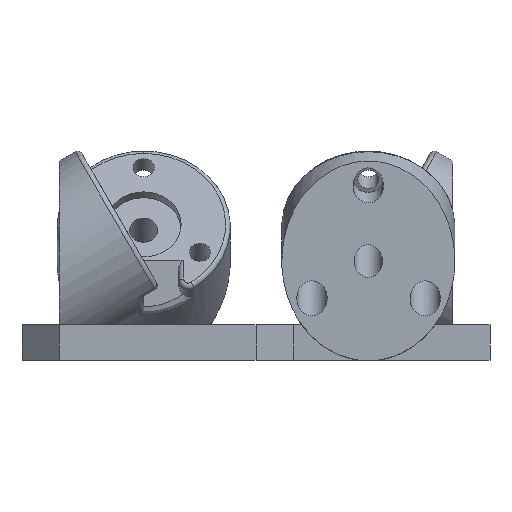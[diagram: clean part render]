
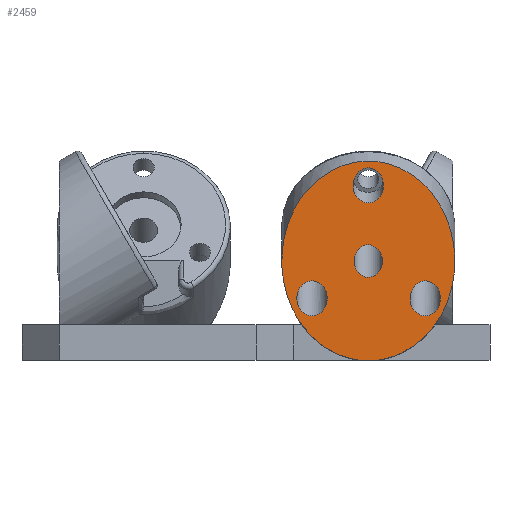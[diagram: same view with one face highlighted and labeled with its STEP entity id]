
A CAD part, front view. The second image highlights one B-rep face of the part: STEP entity #2459.
In plain terms, the highlighted planar face has unit normal (0, -1, 0).
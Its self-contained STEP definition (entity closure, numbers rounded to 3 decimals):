
#956 = VERTEX_POINT('',#957);
#957 = CARTESIAN_POINT('',(24.,-42.088,42.517));
#962 = EDGE_CURVE('',#956,#956,#963,.T.);
#963 = ELLIPSE('',#964,21.362,18.5);
#964 = AXIS2_PLACEMENT_3D('',#965,#966,#967);
#965 = CARTESIAN_POINT('',(24.,-42.088,21.155));
#966 = DIRECTION('',(0.,-1.,0.));
#967 = DIRECTION('',(0.,0.,1.));
#2459 = ADVANCED_FACE('',(#2460,#2463,#2474,#2485,#2496),#2507,.T.);
#2460 = FACE_BOUND('',#2461,.T.);
#2461 = EDGE_LOOP('',(#2462));
#2462 = ORIENTED_EDGE('',*,*,#962,.T.);
#2463 = FACE_BOUND('',#2464,.T.);
#2464 = EDGE_LOOP('',(#2465));
#2465 = ORIENTED_EDGE('',*,*,#2466,.F.);
#2466 = EDGE_CURVE('',#2467,#2467,#2469,.T.);
#2467 = VERTEX_POINT('',#2468);
#2468 = CARTESIAN_POINT('',(15.223,-42.088,
    13.169));
#2469 = ELLIPSE('',#2470,3.753,3.25);
#2470 = AXIS2_PLACEMENT_3D('',#2471,#2472,#2473);
#2471 = CARTESIAN_POINT('',(11.973,-42.088,
    13.169));
#2472 = DIRECTION('',(0.,-1.,0.));
#2473 = DIRECTION('',(0.,0.,1.));
#2474 = FACE_BOUND('',#2475,.T.);
#2475 = EDGE_LOOP('',(#2476));
#2476 = ORIENTED_EDGE('',*,*,#2477,.T.);
#2477 = EDGE_CURVE('',#2478,#2478,#2480,.T.);
#2478 = VERTEX_POINT('',#2479);
#2479 = CARTESIAN_POINT('',(27.,-42.088,21.155));
#2480 = ELLIPSE('',#2481,3.464,3.);
#2481 = AXIS2_PLACEMENT_3D('',#2482,#2483,#2484);
#2482 = CARTESIAN_POINT('',(24.,-42.088,21.155));
#2483 = DIRECTION('',(0.,1.,0.));
#2484 = DIRECTION('',(0.,0.,1.));
#2485 = FACE_BOUND('',#2486,.T.);
#2486 = EDGE_LOOP('',(#2487));
#2487 = ORIENTED_EDGE('',*,*,#2488,.F.);
#2488 = EDGE_CURVE('',#2489,#2489,#2491,.T.);
#2489 = VERTEX_POINT('',#2490);
#2490 = CARTESIAN_POINT('',(39.423,-42.088,
    13.169));
#2491 = ELLIPSE('',#2492,3.753,3.25);
#2492 = AXIS2_PLACEMENT_3D('',#2493,#2494,#2495);
#2493 = CARTESIAN_POINT('',(36.173,-42.088,
    13.169));
#2494 = DIRECTION('',(0.,-1.,0.));
#2495 = DIRECTION('',(0.,0.,1.));
#2496 = FACE_BOUND('',#2497,.T.);
#2497 = EDGE_LOOP('',(#2498));
#2498 = ORIENTED_EDGE('',*,*,#2499,.F.);
#2499 = EDGE_CURVE('',#2500,#2500,#2502,.T.);
#2500 = VERTEX_POINT('',#2501);
#2501 = CARTESIAN_POINT('',(27.25,-42.088,37.321));
#2502 = ELLIPSE('',#2503,3.753,3.25);
#2503 = AXIS2_PLACEMENT_3D('',#2504,#2505,#2506);
#2504 = CARTESIAN_POINT('',(24.,-42.088,37.321));
#2505 = DIRECTION('',(0.,-1.,0.));
#2506 = DIRECTION('',(0.,0.,1.));
#2507 = PLANE('',#2508);
#2508 = AXIS2_PLACEMENT_3D('',#2509,#2510,#2511);
#2509 = CARTESIAN_POINT('',(24.017,-42.088,
    20.555));
#2510 = DIRECTION('',(0.,-1.,0.));
#2511 = DIRECTION('',(1.,0.,0.));
